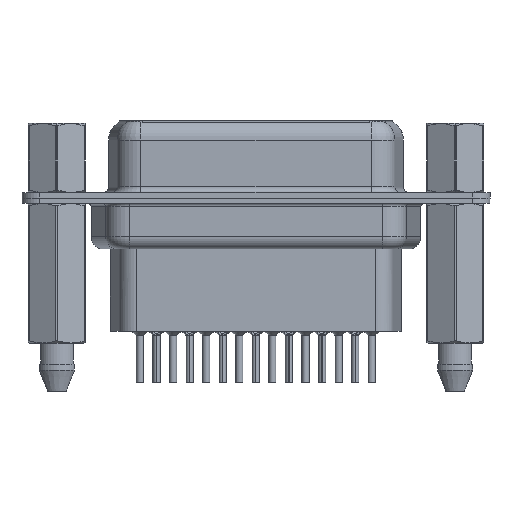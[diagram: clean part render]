
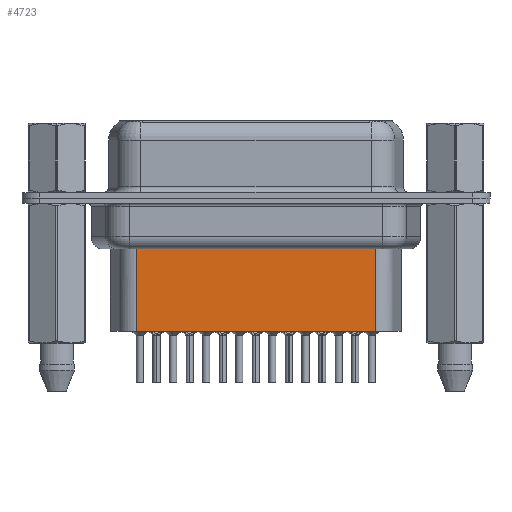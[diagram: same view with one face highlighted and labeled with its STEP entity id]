
A CAD part, front view. The second image highlights one B-rep face of the part: STEP entity #4723.
In plain terms, the highlighted planar face has unit normal (0, -1, 0).
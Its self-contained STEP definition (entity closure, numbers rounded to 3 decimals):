
#446 = EDGE_CURVE ( 'NONE', #28806, #5420, #11718, .T. ) ;
#453 = ORIENTED_EDGE ( 'NONE', *, *, #446, .T. ) ;
#3365 = CARTESIAN_POINT ( 'NONE',  ( 6.681, -3.5, -4.097 ) ) ;
#3691 = VERTEX_POINT ( 'NONE', #6652 ) ;
#3741 = ORIENTED_EDGE ( 'NONE', *, *, #23316, .F. ) ;
#4723 = ADVANCED_FACE ( 'NONE', ( #27696 ), #18921, .T. ) ;
#5029 = LINE ( 'NONE', #25493, #9827 ) ;
#5137 = VECTOR ( 'NONE', #24893, 1000. ) ;
#5420 = VERTEX_POINT ( 'NONE', #3365 ) ;
#5481 = VERTEX_POINT ( 'NONE', #23965 ) ;
#6568 = EDGE_CURVE ( 'NONE', #5481, #3691, #5029, .T. ) ;
#6652 = CARTESIAN_POINT ( 'NONE',  ( 6.681, -3.5, -11.15 ) ) ;
#7649 = ORIENTED_EDGE ( 'NONE', *, *, #13544, .T. ) ;
#7801 = ORIENTED_EDGE ( 'NONE', *, *, #6568, .F. ) ;
#7839 = CARTESIAN_POINT ( 'NONE',  ( 26.619, -3.5, -4.097 ) ) ;
#9074 = DIRECTION ( 'NONE',  ( 0., -1., 0. ) ) ;
#9827 = VECTOR ( 'NONE', #23376, 1000. ) ;
#11718 = LINE ( 'NONE', #15679, #5137 ) ;
#12663 = EDGE_LOOP ( 'NONE', ( #3741, #453, #7649, #7801 ) ) ;
#13544 = EDGE_CURVE ( 'NONE', #5420, #3691, #17982, .T. ) ;
#15679 = CARTESIAN_POINT ( 'NONE',  ( 6.434, -3.5, -4.097 ) ) ;
#16921 = VECTOR ( 'NONE', #29515, 1000. ) ;
#17377 = DIRECTION ( 'NONE',  ( 0., 0., -1. ) ) ;
#17534 = CARTESIAN_POINT ( 'NONE',  ( 6.681, -3.5, -3.1 ) ) ;
#17982 = LINE ( 'NONE', #17534, #22345 ) ;
#18921 = PLANE ( 'NONE',  #29089 ) ;
#22345 = VECTOR ( 'NONE', #17377, 1000. ) ;
#23316 = EDGE_CURVE ( 'NONE', #28806, #5481, #24663, .T. ) ;
#23376 = DIRECTION ( 'NONE',  ( -1., 0., 0. ) ) ;
#23965 = CARTESIAN_POINT ( 'NONE',  ( 26.619, -3.5, -11.15 ) ) ;
#24663 = LINE ( 'NONE', #27371, #16921 ) ;
#24893 = DIRECTION ( 'NONE',  ( -1., 0., 0. ) ) ;
#25493 = CARTESIAN_POINT ( 'NONE',  ( 6.681, -3.5, -11.15 ) ) ;
#25568 = CARTESIAN_POINT ( 'NONE',  ( 6.681, -3.5, -3.1 ) ) ;
#25717 = DIRECTION ( 'NONE',  ( 1., 0., 0. ) ) ;
#27371 = CARTESIAN_POINT ( 'NONE',  ( 26.619, -3.5, -3.1 ) ) ;
#27696 = FACE_OUTER_BOUND ( 'NONE', #12663, .T. ) ;
#28806 = VERTEX_POINT ( 'NONE', #7839 ) ;
#29089 = AXIS2_PLACEMENT_3D ( 'NONE', #25568, #9074, #25717 ) ;
#29515 = DIRECTION ( 'NONE',  ( 0., 0., -1. ) ) ;
